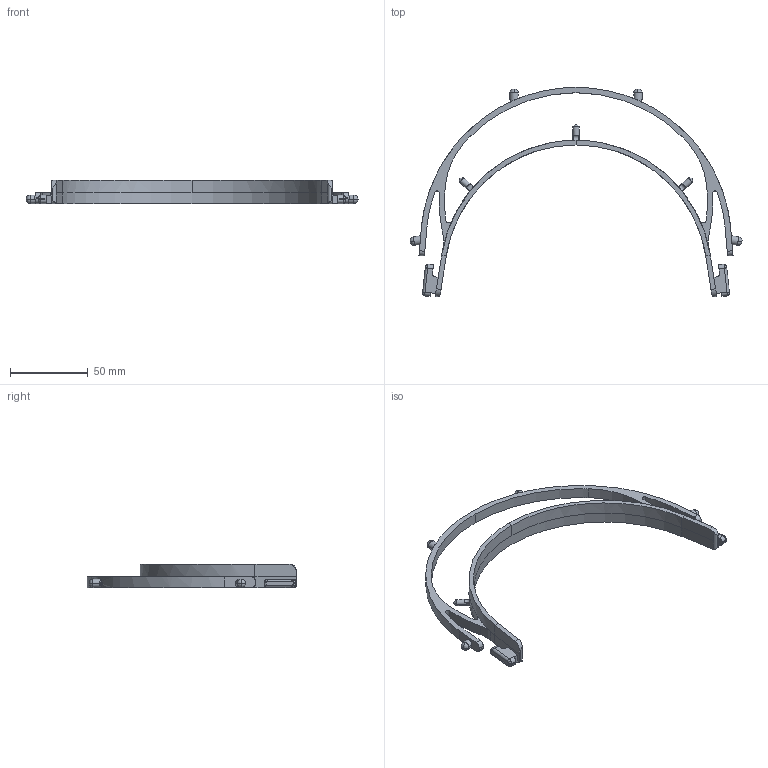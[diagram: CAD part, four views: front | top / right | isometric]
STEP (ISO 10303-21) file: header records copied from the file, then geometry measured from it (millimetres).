
FILE_DESCRIPTION(('CATIA V5 STEP Exchange'),'2;1');
FILE_NAME('PP_mask_v2R8.stp','2020-03-27T10:22:37+00:00',('none'),('none'),'CATIA Version 5 Release 21 GA (IN-10)','CATIA V5 STEP AP203','none');
FILE_SCHEMA(('CONFIG_CONTROL_DESIGN'));
Length unit declared in the file: millimetre
Products named in the file (1): Part1
Bounding box: 213.69 x 134.76 x 15 mm (x, y, z)
Volume: 26251.4 mm3; surface area: 20498.4 mm2
Topology: 1 solids, 1 shells, 165 faces, 520 edges, 356 vertices
Faces by surface type: cylinder 73, plane 41, revolution 28, extrusion 8, bspline 6, cone 6, torus 3
Entity records: 6679 total; most frequent: CARTESIAN_POINT 2379, ORIENTED_EDGE 1040, DIRECTION 620, EDGE_CURVE 520, VERTEX_POINT 356, AXIS2_PLACEMENT_3D 317, CIRCLE 209, B_SPLINE_CURVE_WITH_KNOTS 186
